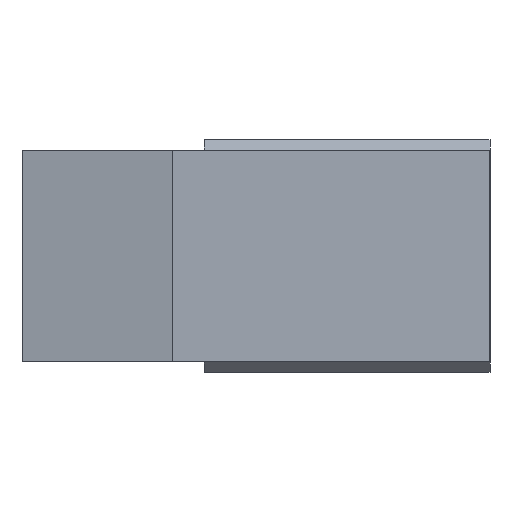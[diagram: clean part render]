
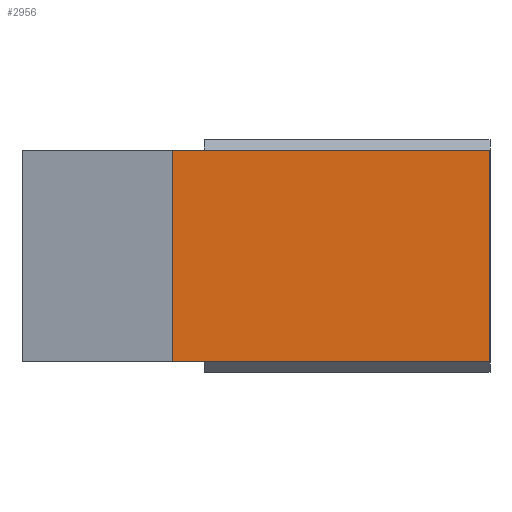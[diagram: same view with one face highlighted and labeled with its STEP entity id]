
A CAD part, left-side view. The second image highlights one B-rep face of the part: STEP entity #2956.
In plain terms, the highlighted planar face has unit normal (-1, 0, 0).
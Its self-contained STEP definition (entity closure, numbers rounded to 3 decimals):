
#164=PLANE('',#3207);
#313=FACE_OUTER_BOUND('',#491,.T.);
#491=EDGE_LOOP('',(#2367,#2368,#2369,#2370));
#717=LINE('',#4197,#1019);
#764=LINE('',#4543,#1066);
#805=LINE('',#4697,#1107);
#822=LINE('',#4729,#1124);
#1019=VECTOR('',#3510,10.);
#1066=VECTOR('',#3559,10.);
#1107=VECTOR('',#3616,15.);
#1124=VECTOR('',#3655,15.);
#1368=VERTEX_POINT('',#4193);
#1370=VERTEX_POINT('',#4196);
#1433=VERTEX_POINT('',#4540);
#1434=VERTEX_POINT('',#4542);
#1688=EDGE_CURVE('',#1370,#1368,#717,.T.);
#1753=EDGE_CURVE('',#1433,#1434,#764,.T.);
#1799=EDGE_CURVE('',#1434,#1368,#805,.T.);
#1816=EDGE_CURVE('',#1433,#1370,#822,.T.);
#2367=ORIENTED_EDGE('',*,*,#1688,.T.);
#2368=ORIENTED_EDGE('',*,*,#1799,.F.);
#2369=ORIENTED_EDGE('',*,*,#1753,.F.);
#2370=ORIENTED_EDGE('',*,*,#1816,.T.);
#2956=ADVANCED_FACE('',(#313),#164,.F.);
#3207=AXIS2_PLACEMENT_3D('',#4736,#3665,#3666);
#3510=DIRECTION('',(0.,0.,1.));
#3559=DIRECTION('',(0.,0.,1.));
#3616=DIRECTION('',(0.,-1.,0.));
#3655=DIRECTION('',(0.,-1.,0.));
#3665=DIRECTION('center_axis',(1.,0.,0.));
#3666=DIRECTION('ref_axis',(0.,0.,-1.));
#4193=CARTESIAN_POINT('',(-15.,0.,5.));
#4196=CARTESIAN_POINT('',(-15.,0.,-5.));
#4197=CARTESIAN_POINT('',(-15.,0.,-5.));
#4540=CARTESIAN_POINT('',(-15.,15.,-5.));
#4542=CARTESIAN_POINT('',(-15.,15.,5.));
#4543=CARTESIAN_POINT('',(-15.,15.,-5.));
#4697=CARTESIAN_POINT('',(-15.,15.,5.));
#4729=CARTESIAN_POINT('',(-15.,15.,-5.));
#4736=CARTESIAN_POINT('Origin',(-15.,15.,5.));
